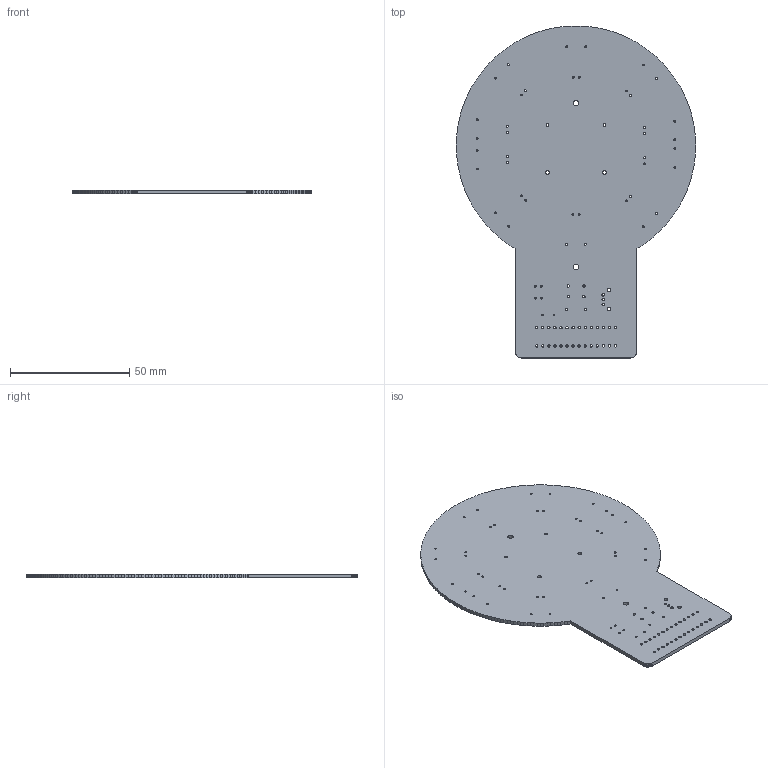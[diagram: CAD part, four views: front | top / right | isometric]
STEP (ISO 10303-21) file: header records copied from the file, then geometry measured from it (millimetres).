
FILE_DESCRIPTION(('KiCad electronic assembly'),'2;1');
FILE_NAME('ATMegaSpin.step','2023-11-15T15:44:51',('Pcbnew'),('Kicad'), 'Open CASCADE STEP processor 7.7','KiCad to STEP converter','Unknown' );
FILE_SCHEMA(('AUTOMOTIVE_DESIGN { 1 0 10303 214 1 1 1 1 }'));
Length unit declared in the file: millimetre
Products named in the file (2): ATMegaSpin 1; _autosave-ATMegaSpin PCB
Assembly tree (1 placements, depth 2):
  ATMegaSpin 1
    _autosave-ATMegaSpin PCB
Bounding box: 100.19 x 138.99 x 1.6 mm (x, y, z)
Volume: 15835.3 mm3; surface area: 20869.4 mm2
Topology: 1 solids, 1 shells, 307 faces, 915 edges, 610 vertices
Faces by surface type: plane 216, cylinder 91
Full cylindrical faces by diameter (mm): 0.63 x2, 0.787 x22, 0.813 x24, 1 x32, 1.092 x3, 1.168 x2, 1.499 x4, 2.2 x2
Entity records: 23125 total; most frequent: CARTESIAN_POINT 4756, DIRECTION 3363, LINE 2381, VECTOR 2381, ORIENTED_EDGE 1830, PCURVE 1830, DEFINITIONAL_REPRESENTATION 1830, EDGE_CURVE 915
